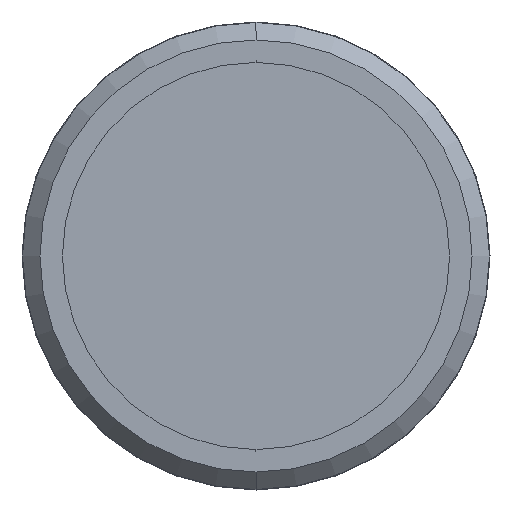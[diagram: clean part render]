
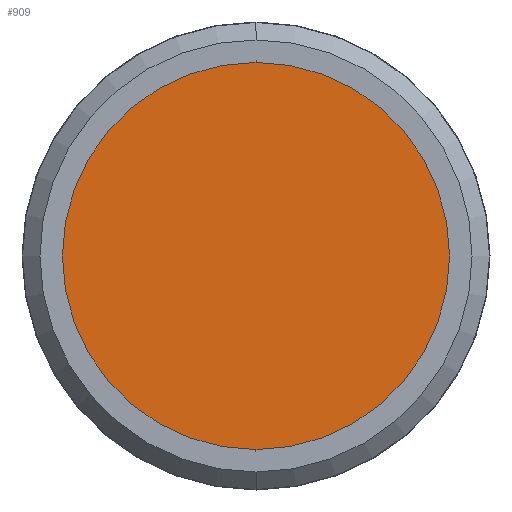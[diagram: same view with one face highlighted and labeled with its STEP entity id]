
A CAD part, front view. The second image highlights one B-rep face of the part: STEP entity #909.
In plain terms, the highlighted planar face has unit normal (0, -1, 0).
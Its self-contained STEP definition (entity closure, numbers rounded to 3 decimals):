
#909=ADVANCED_FACE('',(#1746),#1747,.T.);
#1746=FACE_OUTER_BOUND('',#2541,.T.);
#1747=PLANE('',#2542);
#2541=EDGE_LOOP('',(#4614,#4615));
#2542=AXIS2_PLACEMENT_3D('',#4616,#4617,#4618);
#4614=ORIENTED_EDGE('',*,*,#5390,.T.);
#4615=ORIENTED_EDGE('',*,*,#5408,.T.);
#4616=CARTESIAN_POINT('',(0.0,-0.01,6.204));
#4617=DIRECTION('',(0.0,-1.0,0.0));
#4618=DIRECTION('',(0.0,0.0,1.0));
#5390=EDGE_CURVE('',#6479,#6483,#6485,.T.);
#5408=EDGE_CURVE('',#6483,#6479,#6507,.T.);
#6479=VERTEX_POINT('',#8074);
#6483=VERTEX_POINT('',#8079);
#6485=CIRCLE('',#8082,12.408);
#6507=CIRCLE('',#8108,12.408);
#8074=CARTESIAN_POINT('',(0.0,-0.01,12.408));
#8079=CARTESIAN_POINT('',(0.,-0.01,-12.408));
#8082=AXIS2_PLACEMENT_3D('',#9163,#9164,#9165);
#8108=AXIS2_PLACEMENT_3D('',#9188,#9189,#9190);
#9163=CARTESIAN_POINT('',(0.0,-0.01,0.0));
#9164=DIRECTION('',(0.0,-1.0,0.0));
#9165=DIRECTION('',(0.0,0.0,1.0));
#9188=CARTESIAN_POINT('',(0.0,-0.01,0.0));
#9189=DIRECTION('',(0.0,-1.0,0.0));
#9190=DIRECTION('',(0.0,0.0,1.0));
